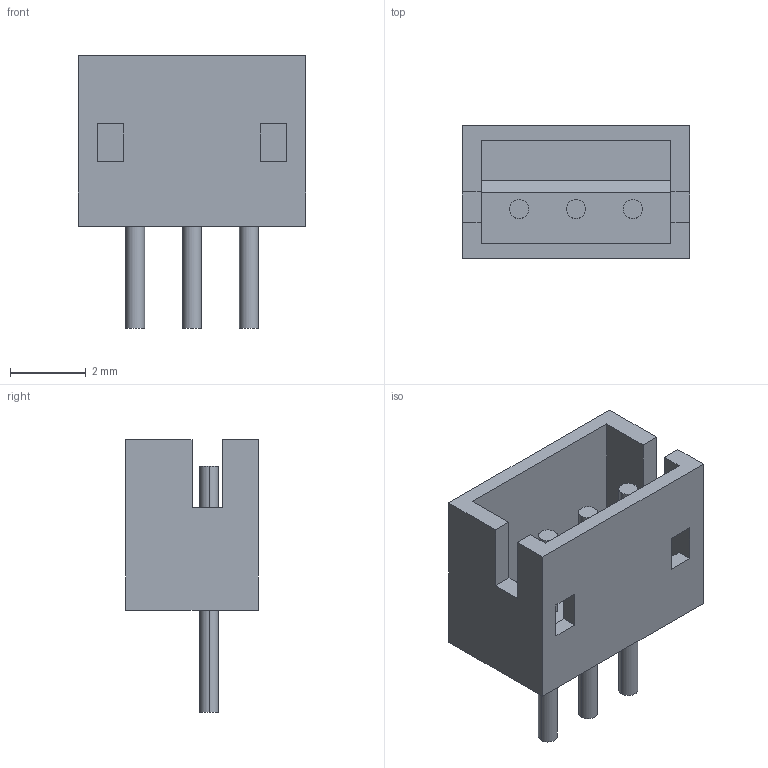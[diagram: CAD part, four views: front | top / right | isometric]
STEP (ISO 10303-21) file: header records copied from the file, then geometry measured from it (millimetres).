
FILE_DESCRIPTION((''),'2;1');
FILE_NAME('JST_B3B-ZR(LF)(SN).stp','2014-08-26T16:02:50',(''),(''),'Mechanical Desktop 2011','Mechanical Desktop 2011',', , ');
FILE_SCHEMA(('AUTOMOTIVE_DESIGN { 1 2 10303 214 1 1 1 1 }'));
Length unit declared in the file: millimetre
Products named in the file (1): Product
Bounding box: 6 x 3.5 x 7.2 mm (x, y, z)
Volume: 51.9 mm3; surface area: 202.2 mm2
Topology: 7 solids, 7 shells, 50 faces, 114 edges, 76 vertices
Faces by surface type: plane 38, cylinder 12
Entity records: 1456 total; most frequent: CARTESIAN_POINT 241, DIRECTION 240, ORIENTED_EDGE 228, EDGE_CURVE 114, VECTOR 90, LINE 90, VERTEX_POINT 76, AXIS2_PLACEMENT_3D 75
